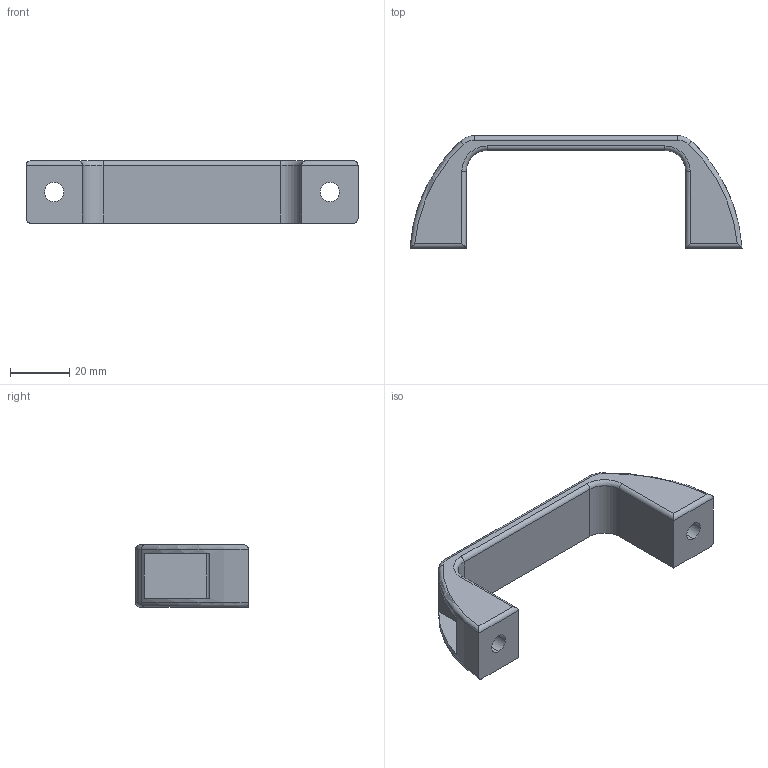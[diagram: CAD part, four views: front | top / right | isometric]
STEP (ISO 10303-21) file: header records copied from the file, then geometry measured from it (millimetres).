
FILE_DESCRIPTION (( 'STEP AP203' ), '1' );
FILE_NAME ('084.504.001.STEP', '2013-01-28T10:24:36', ( 'Alusic' ), ( 'Alusic' ), 'SwSTEP 2.0', 'SolidWorks 2011', '' );
FILE_SCHEMA (( 'CONFIG_CONTROL_DESIGN' ));
Length unit declared in the file: millimetre
Products named in the file (1): 084.504.001
Bounding box: 112 x 38 x 21 mm (x, y, z)
Volume: 21322 mm3; surface area: 10944.6 mm2
Topology: 1 solids, 1 shells, 51 faces, 119 edges, 74 vertices
Faces by surface type: cylinder 23, plane 18, torus 10
Entity records: 1584 total; most frequent: CARTESIAN_POINT 295, DIRECTION 275, ORIENTED_EDGE 238, EDGE_CURVE 119, AXIS2_PLACEMENT_3D 110, VERTEX_POINT 74, EDGE_LOOP 59, CIRCLE 58
